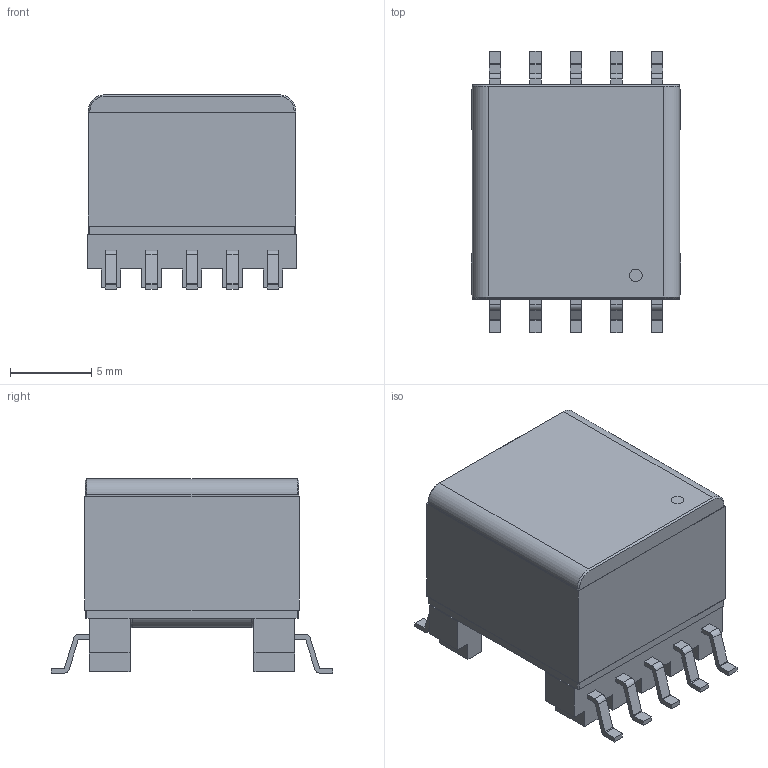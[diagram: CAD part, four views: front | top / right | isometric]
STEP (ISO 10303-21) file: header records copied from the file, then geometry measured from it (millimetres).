
FILE_DESCRIPTION(('FreeCAD Model'),'2;1');
FILE_NAME('Open CASCADE Shape Model','2021-07-20T12:00:46',( 'kicad StepUp'),('ksu MCAD'),'Open CASCADE STEP processor 7.5', 'FreeCAD','Unknown');
FILE_SCHEMA(('AUTOMOTIVE_DESIGN { 1 0 10303 214 1 1 1 1 }'));
Length unit declared in the file: millimetre
Products named in the file (1): Transformer_Pulse_PA2467NL
Bounding box: 12.95 x 17.4 x 12 mm (x, y, z)
Volume: 1651.9 mm3; surface area: 1068 mm2
Topology: 1 solids, 1 shells, 246 faces, 677 edges, 446 vertices
Faces by surface type: plane 183, cylinder 55, torus 4, cone 4
Full cylindrical faces by diameter (mm): 0.776 x1
Entity records: 9543 total; most frequent: CARTESIAN_POINT 1422, ORIENTED_EDGE 1354, DIRECTION 1285, EDGE_CURVE 677, LINE 555, VECTOR 555, VERTEX_POINT 446, AXIS2_PLACEMENT_3D 365
